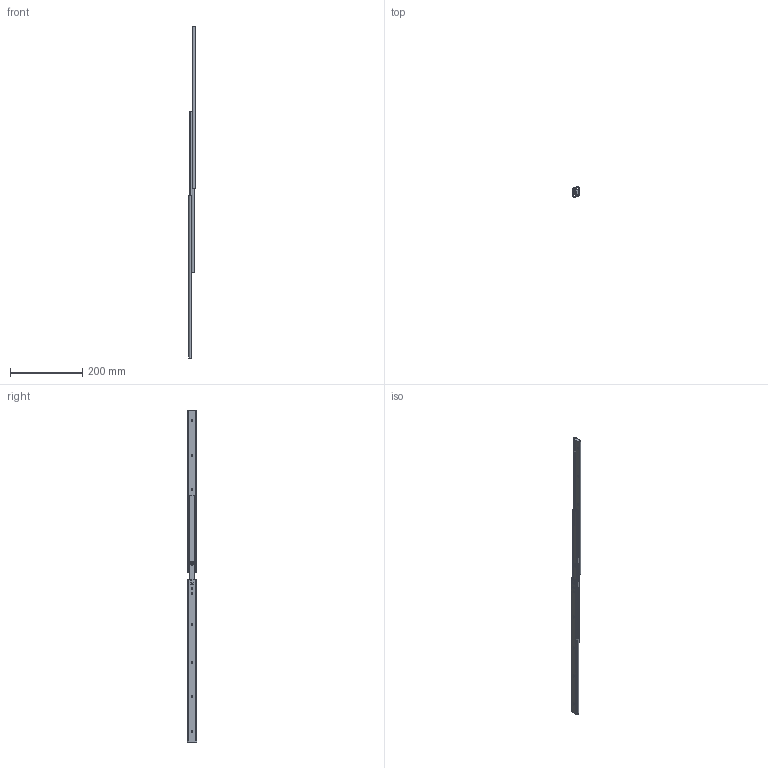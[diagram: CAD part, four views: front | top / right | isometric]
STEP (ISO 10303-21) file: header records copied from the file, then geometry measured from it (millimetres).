
FILE_DESCRIPTION (( 'STEP AP203' ), '1' );
FILE_NAME ('2731MC-450 AS.STEP', '2020-05-08T04:21:47', ( '' ), ( '' ), 'SwSTEP 2.0', 'SolidWorks 2019', '' );
FILE_SCHEMA (( 'CONFIG_CONTROL_DESIGN' ));
Length unit declared in the file: millimetre
Products named in the file (5): OM-2731MC-450; SBP1015; SBP1014 ; IM-2731MC-450; 2731MC-450 AS
Assembly tree (8 placements, depth 2):
  2731MC-450 AS
    OM-2731MC-450  x2
    SBP1014   x2
    IM-2731MC-450  x2
    SBP1015  x2
Bounding box: 19.05 x 27 x 919.08 mm (x, y, z)
Volume: 85570 mm3; surface area: 119788.5 mm2
Topology: 8 solids, 8 shells, 418 faces, 1164 edges, 758 vertices
Faces by surface type: plane 208, cylinder 190, torus 20
Entity records: 7597 total; most frequent: CARTESIAN_POINT 1462, DIRECTION 1169, ORIENTED_EDGE 1164, EDGE_CURVE 582, AXIS2_PLACEMENT_3D 410, VERTEX_POINT 379, VECTOR 349, LINE 349
